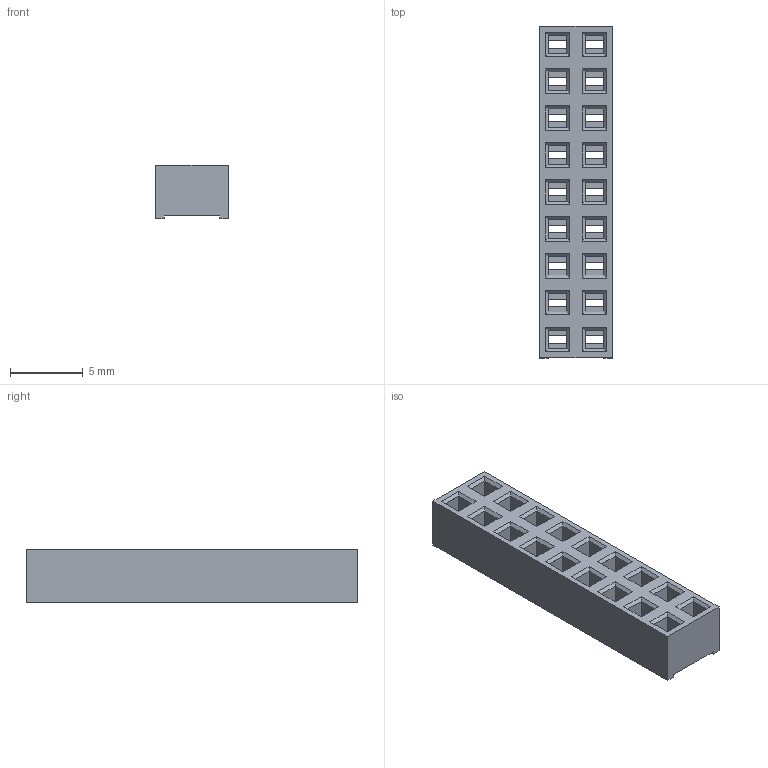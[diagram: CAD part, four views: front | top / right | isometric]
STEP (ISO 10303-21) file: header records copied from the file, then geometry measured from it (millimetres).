
FILE_DESCRIPTION(/* description */ ('model of Connector_Wuerth_WR-PHD_SMD_2x09_P2.54_Vertical_610018243021'),/* implementation_level */ '2;1');
FILE_NAME(/* name */ 'Connector_Wuerth_WR-PHD_SMD_2x09_P2.54_Vertical_610018243021.step',/* time_stamp */ '2020-09-09T00:53:34',/* author */ ('Joel',''),/* organization */ (''),/* preprocessor_version */ '',/* originating_system */ '',/* authorisation */ '');
FILE_SCHEMA(('AUTOMOTIVE_DESIGN { 1 0 10303 214 1 1 1 1 }'));
Length unit declared in the file: millimetre
Products named in the file (1): Shape0_30227281559807506
Bounding box: 5 x 22.86 x 3.7 mm (x, y, z)
Volume: 300.5 mm3; surface area: 731.1 mm2
Topology: 1 solids, 1 shells, 298 faces, 816 edges, 520 vertices
Faces by surface type: plane 298
Entity records: 19737 total; most frequent: CARTESIAN_POINT 3375, DIRECTION 2938, LINE 2340, VECTOR 2340, ORIENTED_EDGE 1632, PCURVE 1632, DEFINITIONAL_REPRESENTATION 1632, EDGE_CURVE 816
